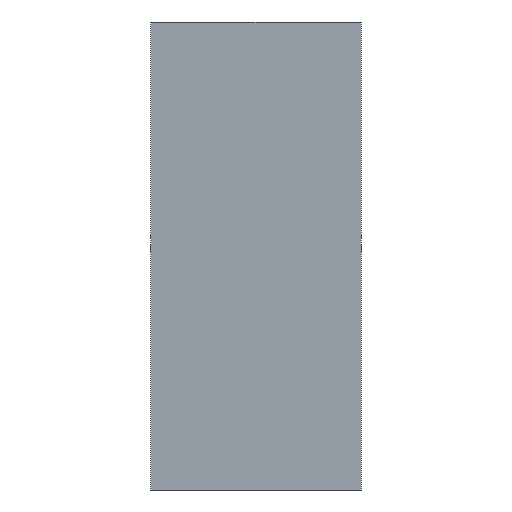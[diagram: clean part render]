
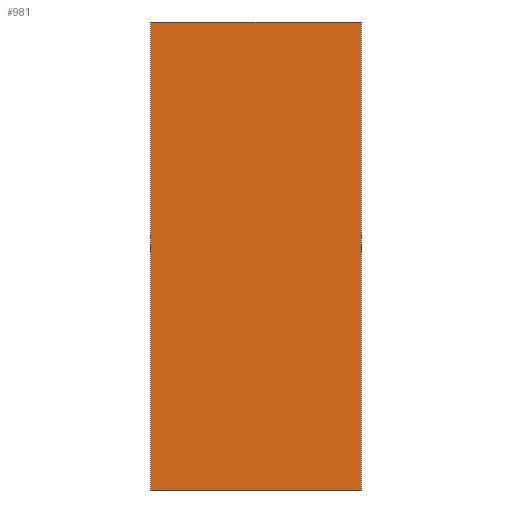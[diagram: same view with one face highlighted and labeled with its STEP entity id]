
A CAD part, left-side view. The second image highlights one B-rep face of the part: STEP entity #981.
In plain terms, the highlighted planar face has unit normal (-1, 0, 0).
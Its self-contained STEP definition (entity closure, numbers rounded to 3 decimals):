
#636=CARTESIAN_POINT('',(0.,45.0,100.0));
#637=VERTEX_POINT('',#636);
#644=CARTESIAN_POINT('',(0.0,0.0,100.0));
#645=VERTEX_POINT('',#644);
#646=CARTESIAN_POINT('',(0.0,0.0,100.0));
#647=DIRECTION('',(0.0,1.0,0.0));
#648=VECTOR('',#647,45.0);
#649=LINE('',#646,#648);
#650=EDGE_CURVE('',#645,#637,#649,.T.);
#878=CARTESIAN_POINT('',(0.0,0.0,0.0));
#879=VERTEX_POINT('',#878);
#886=CARTESIAN_POINT('',(0.,45.0,0.0));
#887=VERTEX_POINT('',#886);
#888=CARTESIAN_POINT('',(0.,45.0,0.0));
#889=DIRECTION('',(0.0,-1.0,0.0));
#890=VECTOR('',#889,45.0);
#891=LINE('',#888,#890);
#892=EDGE_CURVE('',#887,#879,#891,.T.);
#960=CARTESIAN_POINT('',(0.0,0.0,0.0));
#961=DIRECTION('',(-1.0,0.0,0.0));
#962=DIRECTION('',(0.0,0.0,1.0));
#963=AXIS2_PLACEMENT_3D('',#960,#961,#962);
#964=PLANE('',#963);
#965=ORIENTED_EDGE('',*,*,#650,.T.);
#966=CARTESIAN_POINT('',(0.,45.0,0.0));
#967=DIRECTION('',(0.0,0.0,1.0));
#968=VECTOR('',#967,100.0);
#969=LINE('',#966,#968);
#970=EDGE_CURVE('',#887,#637,#969,.T.);
#971=ORIENTED_EDGE('',*,*,#970,.F.);
#972=ORIENTED_EDGE('',*,*,#892,.T.);
#973=CARTESIAN_POINT('',(0.0,0.0,0.0));
#974=DIRECTION('',(0.0,0.0,1.0));
#975=VECTOR('',#974,100.0);
#976=LINE('',#973,#975);
#977=EDGE_CURVE('',#879,#645,#976,.T.);
#978=ORIENTED_EDGE('',*,*,#977,.T.);
#979=EDGE_LOOP('',(#965,#971,#972,#978));
#980=FACE_OUTER_BOUND('',#979,.T.);
#981=ADVANCED_FACE('',(#980),#964,.T.);
